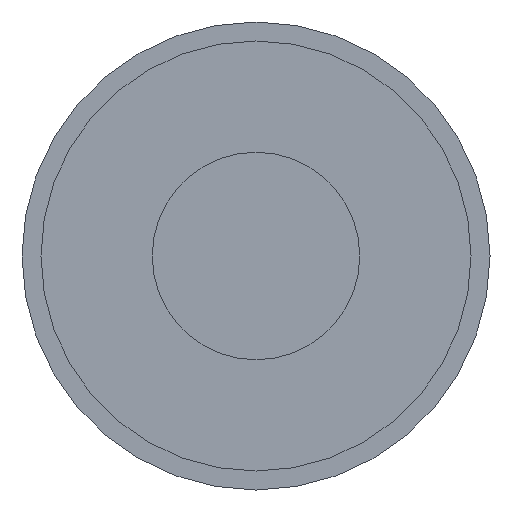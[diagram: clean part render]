
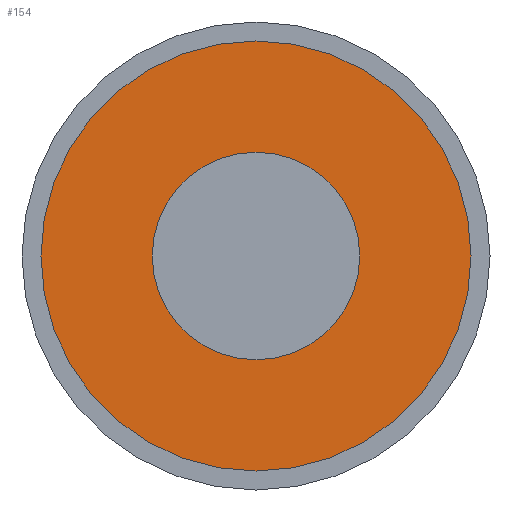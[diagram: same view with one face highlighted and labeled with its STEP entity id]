
A CAD part, front view. The second image highlights one B-rep face of the part: STEP entity #154.
In plain terms, the highlighted planar face has unit normal (0, -1, 0).
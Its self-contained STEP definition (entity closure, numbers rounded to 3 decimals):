
#15=FACE_BOUND('',#59,.T.);
#21=PLANE('',#189);
#46=FACE_OUTER_BOUND('',#58,.T.);
#58=EDGE_LOOP('',(#131));
#59=EDGE_LOOP('',(#132));
#74=CIRCLE('',#185,41.);
#76=CIRCLE('',#188,85.);
#86=VERTEX_POINT('',#274);
#88=VERTEX_POINT('',#280);
#101=EDGE_CURVE('',#86,#86,#74,.T.);
#104=EDGE_CURVE('',#88,#88,#76,.T.);
#131=ORIENTED_EDGE('',*,*,#104,.F.);
#132=ORIENTED_EDGE('',*,*,#101,.T.);
#154=ADVANCED_FACE('',(#46,#15),#21,.T.);
#185=AXIS2_PLACEMENT_3D('',#276,#225,#226);
#188=AXIS2_PLACEMENT_3D('',#282,#232,#233);
#189=AXIS2_PLACEMENT_3D('',#283,#234,#235);
#225=DIRECTION('center_axis',(0.,1.,0.));
#226=DIRECTION('ref_axis',(1.,0.,0.));
#232=DIRECTION('center_axis',(0.,1.,0.));
#233=DIRECTION('ref_axis',(1.,0.,0.));
#234=DIRECTION('center_axis',(0.,-1.,0.));
#235=DIRECTION('ref_axis',(1.,0.,0.));
#274=CARTESIAN_POINT('',(-41.,20.,0.));
#276=CARTESIAN_POINT('Origin',(0.,20.,0.));
#280=CARTESIAN_POINT('',(-85.,20.,0.));
#282=CARTESIAN_POINT('Origin',(0.,20.,0.));
#283=CARTESIAN_POINT('Origin',(0.,20.,0.));
